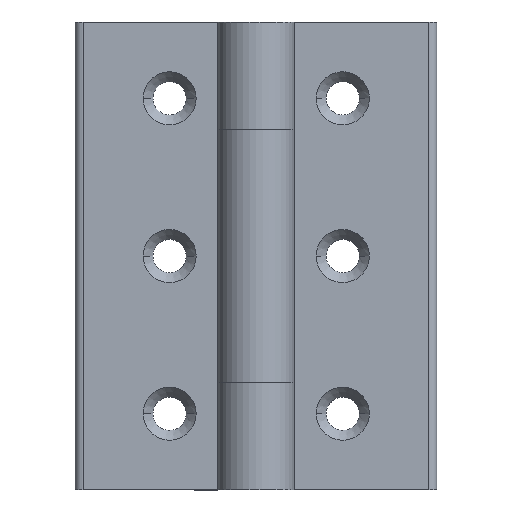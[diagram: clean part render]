
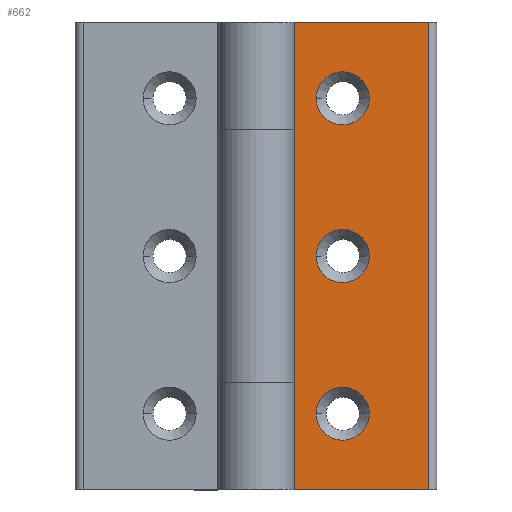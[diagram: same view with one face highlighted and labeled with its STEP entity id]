
A CAD part, top view. The second image highlights one B-rep face of the part: STEP entity #662.
In plain terms, the highlighted planar face has unit normal (0, 0, 1).
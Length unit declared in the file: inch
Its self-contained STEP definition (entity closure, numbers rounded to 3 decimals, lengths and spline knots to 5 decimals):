
#160=CARTESIAN_POINT('',(1.7455,0.,0.2));
#161=VERTEX_POINT('',#160);
#170=CARTESIAN_POINT('',(1.3345,0.,0.2));
#171=VERTEX_POINT('',#170);
#172=CARTESIAN_POINT('',(1.54,0.,0.2));
#173=DIRECTION('',(0.0,0.0,-1.0));
#174=DIRECTION('',(1.0,0.0,0.0));
#175=AXIS2_PLACEMENT_3D('',#172,#173,#174);
#176=CIRCLE('',#175,0.2055);
#177=EDGE_CURVE('',#171,#161,#176,.T.);
#202=CARTESIAN_POINT('',(1.7455,2.44,0.2));
#203=VERTEX_POINT('',#202);
#212=CARTESIAN_POINT('',(1.3345,2.44,0.2));
#213=VERTEX_POINT('',#212);
#214=CARTESIAN_POINT('',(1.54,2.44,0.2));
#215=DIRECTION('',(0.0,0.0,-1.0));
#216=DIRECTION('',(1.0,0.0,0.0));
#217=AXIS2_PLACEMENT_3D('',#214,#215,#216);
#218=CIRCLE('',#217,0.2055);
#219=EDGE_CURVE('',#213,#203,#218,.T.);
#308=CARTESIAN_POINT('',(1.7455,1.22,0.2));
#309=VERTEX_POINT('',#308);
#318=CARTESIAN_POINT('',(1.3345,1.22,0.2));
#319=VERTEX_POINT('',#318);
#320=CARTESIAN_POINT('',(1.54,1.22,0.2));
#321=DIRECTION('',(0.0,0.0,-1.0));
#322=DIRECTION('',(1.0,0.0,0.0));
#323=AXIS2_PLACEMENT_3D('',#320,#321,#322);
#324=CIRCLE('',#323,0.2055);
#325=EDGE_CURVE('',#319,#309,#324,.T.);
#409=CARTESIAN_POINT('',(1.54,1.22,0.2));
#410=DIRECTION('',(0.0,0.0,-1.0));
#411=DIRECTION('',(1.0,0.0,0.0));
#412=AXIS2_PLACEMENT_3D('',#409,#410,#411);
#413=CIRCLE('',#412,0.2055);
#414=EDGE_CURVE('',#309,#319,#413,.T.);
#475=CARTESIAN_POINT('',(1.54,2.44,0.2));
#476=DIRECTION('',(0.0,0.0,-1.0));
#477=DIRECTION('',(1.0,0.0,0.0));
#478=AXIS2_PLACEMENT_3D('',#475,#476,#477);
#479=CIRCLE('',#478,0.2055);
#480=EDGE_CURVE('',#203,#213,#479,.T.);
#493=CARTESIAN_POINT('',(1.54,0.,0.2));
#494=DIRECTION('',(0.0,0.0,-1.0));
#495=DIRECTION('',(1.0,0.0,0.0));
#496=AXIS2_PLACEMENT_3D('',#493,#494,#495);
#497=CIRCLE('',#496,0.2055);
#498=EDGE_CURVE('',#161,#171,#497,.T.);
#508=CARTESIAN_POINT('',(2.20675,-0.59,0.2));
#509=VERTEX_POINT('',#508);
#527=CARTESIAN_POINT('',(2.20675,3.03,0.2));
#528=VERTEX_POINT('',#527);
#536=CARTESIAN_POINT('',(2.20675,3.03,0.2));
#537=DIRECTION('',(0.0,-1.0,0.0));
#538=VECTOR('',#537,3.62);
#539=LINE('',#536,#538);
#540=EDGE_CURVE('',#528,#509,#539,.T.);
#551=CARTESIAN_POINT('',(1.14946,-0.59,0.2));
#552=VERTEX_POINT('',#551);
#553=CARTESIAN_POINT('',(2.20675,-0.59,0.2));
#554=DIRECTION('',(-1.0,0.0,0.0));
#555=VECTOR('',#554,1.05729);
#556=LINE('',#553,#555);
#557=EDGE_CURVE('',#509,#552,#556,.T.);
#595=CARTESIAN_POINT('',(0.86875,-0.59,0.2));
#596=DIRECTION('',(0.0,0.0,-1.0));
#597=DIRECTION('',(-1.0,0.0,0.0));
#598=AXIS2_PLACEMENT_3D('',#595,#596,#597);
#599=PLANE('',#598);
#600=ORIENTED_EDGE('',*,*,#540,.F.);
#601=CARTESIAN_POINT('',(1.14946,3.03,0.2));
#602=VERTEX_POINT('',#601);
#603=CARTESIAN_POINT('',(1.14946,3.03,0.2));
#604=DIRECTION('',(1.0,0.0,0.0));
#605=VECTOR('',#604,1.05729);
#606=LINE('',#603,#605);
#607=EDGE_CURVE('',#602,#528,#606,.T.);
#608=ORIENTED_EDGE('',*,*,#607,.F.);
#609=CARTESIAN_POINT('',(1.14946,2.199,0.2));
#610=VERTEX_POINT('',#609);
#611=CARTESIAN_POINT('',(1.14946,3.03,0.2));
#612=DIRECTION('',(0.0,-1.0,0.0));
#613=VECTOR('',#612,0.831);
#614=LINE('',#611,#613);
#615=EDGE_CURVE('',#602,#610,#614,.T.);
#616=ORIENTED_EDGE('',*,*,#615,.T.);
#617=CARTESIAN_POINT('',(1.16625,2.199,0.2));
#618=VERTEX_POINT('',#617);
#619=CARTESIAN_POINT('',(1.14946,2.199,0.2));
#620=DIRECTION('',(1.0,0.0,0.0));
#621=VECTOR('',#620,0.01679);
#622=LINE('',#619,#621);
#623=EDGE_CURVE('',#610,#618,#622,.T.);
#624=ORIENTED_EDGE('',*,*,#623,.T.);
#625=CARTESIAN_POINT('',(1.16625,0.241,0.2));
#626=VERTEX_POINT('',#625);
#627=CARTESIAN_POINT('',(1.16625,2.199,0.2));
#628=DIRECTION('',(0.0,-1.0,0.0));
#629=VECTOR('',#628,1.958);
#630=LINE('',#627,#629);
#631=EDGE_CURVE('',#618,#626,#630,.T.);
#632=ORIENTED_EDGE('',*,*,#631,.T.);
#633=CARTESIAN_POINT('',(1.14946,0.241,0.2));
#634=VERTEX_POINT('',#633);
#635=CARTESIAN_POINT('',(1.16625,0.241,0.2));
#636=DIRECTION('',(-1.0,0.0,0.0));
#637=VECTOR('',#636,0.01679);
#638=LINE('',#635,#637);
#639=EDGE_CURVE('',#626,#634,#638,.T.);
#640=ORIENTED_EDGE('',*,*,#639,.T.);
#641=CARTESIAN_POINT('',(1.14946,0.241,0.2));
#642=DIRECTION('',(0.0,-1.0,0.0));
#643=VECTOR('',#642,0.831);
#644=LINE('',#641,#643);
#645=EDGE_CURVE('',#634,#552,#644,.T.);
#646=ORIENTED_EDGE('',*,*,#645,.T.);
#647=ORIENTED_EDGE('',*,*,#557,.F.);
#648=EDGE_LOOP('',(#600,#608,#616,#624,#632,#640,#646,#647));
#649=FACE_OUTER_BOUND('',#648,.T.);
#650=ORIENTED_EDGE('',*,*,#414,.T.);
#651=ORIENTED_EDGE('',*,*,#325,.T.);
#652=EDGE_LOOP('',(#650,#651));
#653=FACE_BOUND('',#652,.T.);
#654=ORIENTED_EDGE('',*,*,#480,.T.);
#655=ORIENTED_EDGE('',*,*,#219,.T.);
#656=EDGE_LOOP('',(#654,#655));
#657=FACE_BOUND('',#656,.T.);
#658=ORIENTED_EDGE('',*,*,#498,.T.);
#659=ORIENTED_EDGE('',*,*,#177,.T.);
#660=EDGE_LOOP('',(#658,#659));
#661=FACE_BOUND('',#660,.T.);
#662=ADVANCED_FACE('',(#649,#653,#657,#661),#599,.F.);
